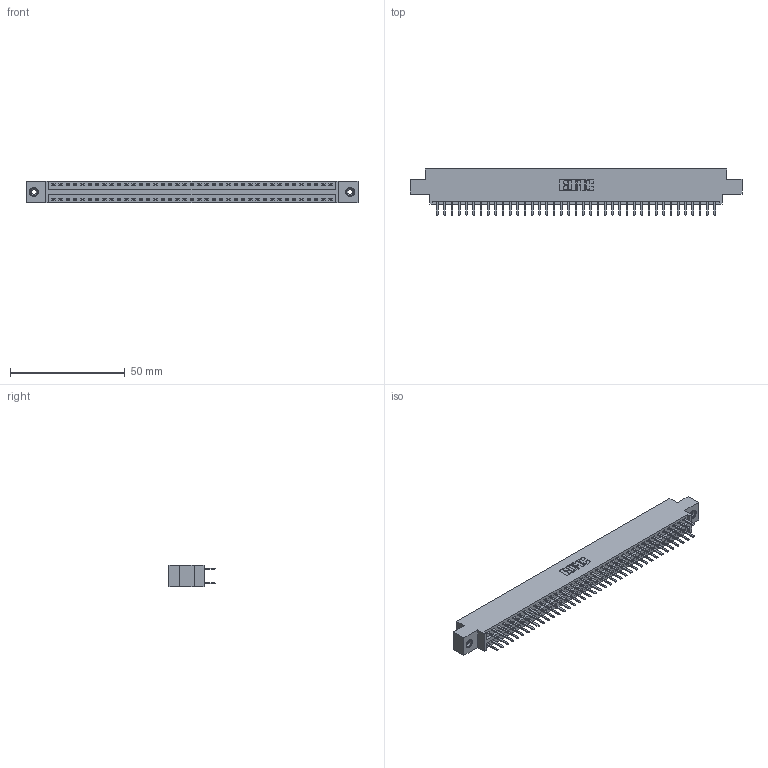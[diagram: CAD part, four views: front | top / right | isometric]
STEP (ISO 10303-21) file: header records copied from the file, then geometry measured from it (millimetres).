
FILE_DESCRIPTION (( 'STEP AP203' ), '1' );
FILE_NAME ('396-078-520-808.STEP', '2019-11-02T13:11:36', ( '' ), ( '' ), 'SwSTEP 2.0', 'SolidWorks 2016', '' );
FILE_SCHEMA (( 'CONFIG_CONTROL_DESIGN' ));
Length unit declared in the file: inch
Products named in the file (4): 345-250-001_345-250-003-102; 396-078-520-808; 346 Part_0.170 Offset - 0.156 Dia-TI; 345-292-001_345-293-120
Assembly tree (81 placements, depth 2):
  396-078-520-808
    346 Part_0.170 Offset - 0.156 Dia-TI
    345-292-001_345-293-120  x78
    345-250-001_345-250-003-102  x2
Bounding box: 144.4 x 20.02 x 9.4 mm (x, y, z)
Volume: 13862 mm3; surface area: 19126.4 mm2
Topology: 81 solids, 81 shells, 4554 faces, 13191 edges, 8578 vertices
Faces by surface type: plane 2998, cylinder 1540, cone 12, torus 4
Entity records: 27288 total; most frequent: CARTESIAN_POINT 4499, ORIENTED_EDGE 4414, DIRECTION 4029, EDGE_CURVE 2207, VECTOR 1895, LINE 1895, VERTEX_POINT 1464, AXIS2_PLACEMENT_3D 1067
